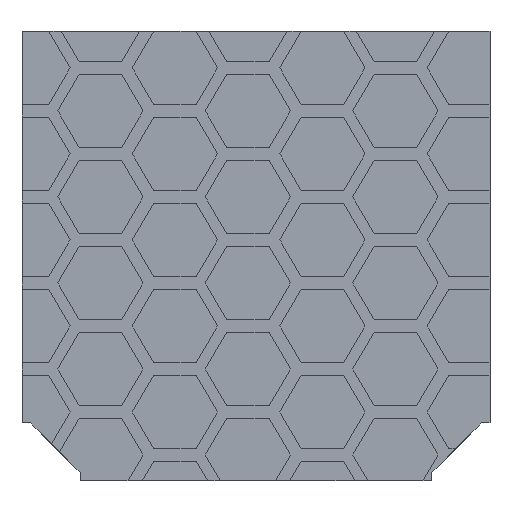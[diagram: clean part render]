
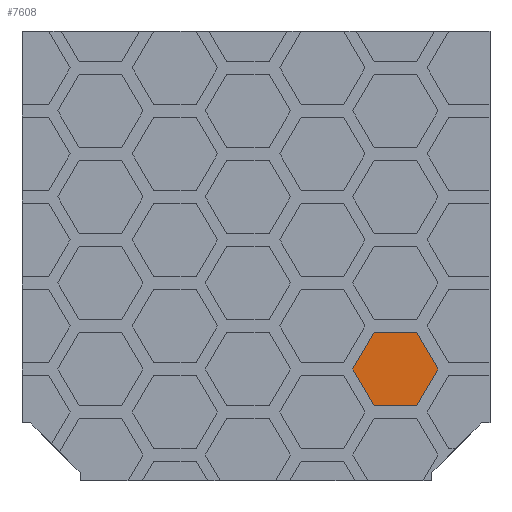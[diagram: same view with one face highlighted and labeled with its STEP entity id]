
A CAD part, top view. The second image highlights one B-rep face of the part: STEP entity #7608.
In plain terms, the highlighted planar face has unit normal (0, 0, 1).
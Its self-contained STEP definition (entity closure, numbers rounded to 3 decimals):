
#261 = DIRECTION ( 'NONE',  ( -0.5, -0.866, 0. ) ) ;
#515 = VECTOR ( 'NONE', #2995, 1000. ) ;
#519 = DIRECTION ( 'NONE',  ( 1., 0., 0. ) ) ;
#649 = DIRECTION ( 'NONE',  ( -1., 0., 0. ) ) ;
#832 = FACE_OUTER_BOUND ( 'NONE', #2199, .T. ) ;
#839 = VERTEX_POINT ( 'NONE', #2138 ) ;
#866 = EDGE_CURVE ( 'NONE', #7704, #3500, #5238, .T. ) ;
#1095 = VECTOR ( 'NONE', #261, 1000. ) ;
#1100 = CARTESIAN_POINT ( 'NONE',  ( 196.1, -221.4, -0.02 ) ) ;
#1110 = EDGE_CURVE ( 'NONE', #6165, #3869, #4996, .T. ) ;
#1591 = VERTEX_POINT ( 'NONE', #7598 ) ;
#1681 = VECTOR ( 'NONE', #519, 1000. ) ;
#1780 = VECTOR ( 'NONE', #3485, 1000. ) ;
#2106 = CARTESIAN_POINT ( 'NONE',  ( 144.139, -131.4, -0.02 ) ) ;
#2138 = CARTESIAN_POINT ( 'NONE',  ( 144.139, -131.4, -0.02 ) ) ;
#2199 = EDGE_LOOP ( 'NONE', ( #4132, #3838, #2938, #5146, #2736, #5942 ) ) ;
#2685 = CARTESIAN_POINT ( 'NONE',  ( 144.139, -221.4, -0.02 ) ) ;
#2736 = ORIENTED_EDGE ( 'NONE', *, *, #7416, .T. ) ;
#2938 = ORIENTED_EDGE ( 'NONE', *, *, #5234, .T. ) ;
#2950 = LINE ( 'NONE', #4678, #3804 ) ;
#2995 = DIRECTION ( 'NONE',  ( 0.5, -0.866, 0. ) ) ;
#3249 = EDGE_CURVE ( 'NONE', #1591, #839, #4249, .T. ) ;
#3291 = DIRECTION ( 'NONE',  ( 0., 0., 1. ) ) ;
#3485 = DIRECTION ( 'NONE',  ( 0.5, 0.866, 0. ) ) ;
#3500 = VERTEX_POINT ( 'NONE', #2685 ) ;
#3726 = CARTESIAN_POINT ( 'NONE',  ( 0., 0., -0.02 ) ) ;
#3804 = VECTOR ( 'NONE', #4632, 1000. ) ;
#3838 = ORIENTED_EDGE ( 'NONE', *, *, #1110, .T. ) ;
#3869 = VERTEX_POINT ( 'NONE', #4478 ) ;
#4132 = ORIENTED_EDGE ( 'NONE', *, *, #5274, .T. ) ;
#4249 = LINE ( 'NONE', #4810, #7417 ) ;
#4408 = CARTESIAN_POINT ( 'NONE',  ( 196.1, -221.4, -0.02 ) ) ;
#4478 = CARTESIAN_POINT ( 'NONE',  ( 222.081, -176.4, -0.02 ) ) ;
#4632 = DIRECTION ( 'NONE',  ( -0.5, 0.866, 0. ) ) ;
#4678 = CARTESIAN_POINT ( 'NONE',  ( 222.081, -176.4, -0.02 ) ) ;
#4810 = CARTESIAN_POINT ( 'NONE',  ( 196.1, -131.4, -0.02 ) ) ;
#4996 = LINE ( 'NONE', #1100, #1780 ) ;
#5146 = ORIENTED_EDGE ( 'NONE', *, *, #3249, .T. ) ;
#5234 = EDGE_CURVE ( 'NONE', #3869, #1591, #2950, .T. ) ;
#5238 = LINE ( 'NONE', #7661, #515 ) ;
#5274 = EDGE_CURVE ( 'NONE', #3500, #6165, #5890, .T. ) ;
#5650 = DIRECTION ( 'NONE',  ( 1., 0., 0. ) ) ;
#5890 = LINE ( 'NONE', #6558, #1681 ) ;
#5942 = ORIENTED_EDGE ( 'NONE', *, *, #866, .T. ) ;
#6165 = VERTEX_POINT ( 'NONE', #4408 ) ;
#6230 = AXIS2_PLACEMENT_3D ( 'NONE', #3726, #3291, #5650 ) ;
#6558 = CARTESIAN_POINT ( 'NONE',  ( 144.139, -221.4, -0.02 ) ) ;
#6744 = PLANE ( 'NONE',  #6230 ) ;
#7416 = EDGE_CURVE ( 'NONE', #839, #7704, #7436, .T. ) ;
#7417 = VECTOR ( 'NONE', #649, 1000. ) ;
#7436 = LINE ( 'NONE', #2106, #1095 ) ;
#7491 = CARTESIAN_POINT ( 'NONE',  ( 118.158, -176.4, -0.02 ) ) ;
#7598 = CARTESIAN_POINT ( 'NONE',  ( 196.1, -131.4, -0.02 ) ) ;
#7608 = ADVANCED_FACE ( 'NONE', ( #832 ), #6744, .T. ) ;
#7661 = CARTESIAN_POINT ( 'NONE',  ( 118.158, -176.4, -0.02 ) ) ;
#7704 = VERTEX_POINT ( 'NONE', #7491 ) ;
